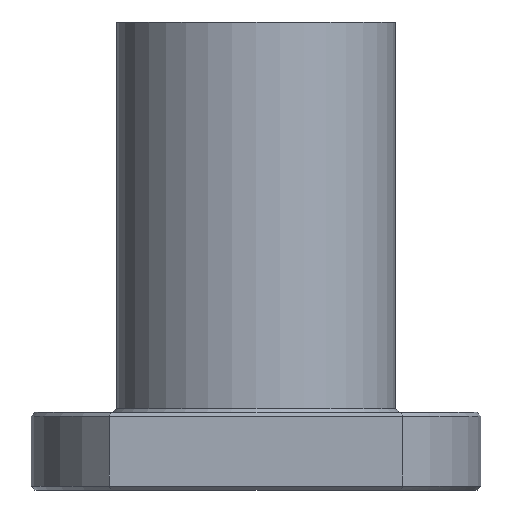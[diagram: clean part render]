
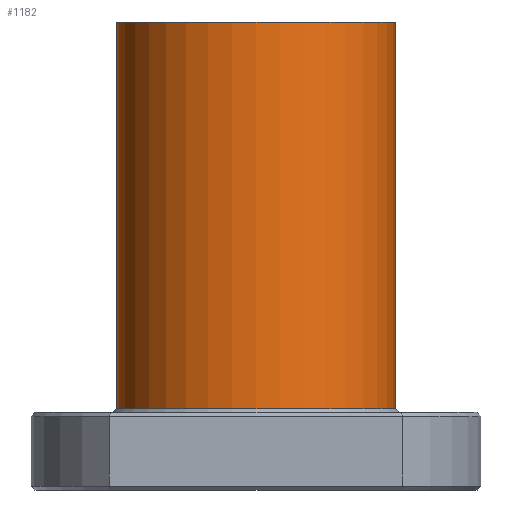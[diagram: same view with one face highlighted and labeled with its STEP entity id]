
A CAD part, front view. The second image highlights one B-rep face of the part: STEP entity #1182.
In plain terms, the highlighted cylindrical face has radius 18 mm (diameter 36 mm), a partial arc.
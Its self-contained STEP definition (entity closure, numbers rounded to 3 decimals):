
#121 = CARTESIAN_POINT ( 'NONE',  ( 18., 0., 60.35 ) ) ;
#253 = CARTESIAN_POINT ( 'NONE',  ( 0., 0., 10.5 ) ) ;
#260 = FACE_OUTER_BOUND ( 'NONE', #1656, .T. ) ;
#332 = CIRCLE ( 'NONE', #1493, 18. ) ;
#362 = AXIS2_PLACEMENT_3D ( 'NONE', #1114, #986, #1545 ) ;
#411 = DIRECTION ( 'NONE',  ( 0., 0., 1. ) ) ;
#444 = CARTESIAN_POINT ( 'NONE',  ( -18., 0., 10.5 ) ) ;
#532 = CYLINDRICAL_SURFACE ( 'NONE', #362, 18. ) ;
#643 = VERTEX_POINT ( 'NONE', #1564 ) ;
#653 = DIRECTION ( 'NONE',  ( 0., 0., -1. ) ) ;
#663 = CARTESIAN_POINT ( 'NONE',  ( -18., 0., 60.35 ) ) ;
#665 = DIRECTION ( 'NONE',  ( 0., 0., 1. ) ) ;
#738 = CARTESIAN_POINT ( 'NONE',  ( 18., 0., 10.5 ) ) ;
#785 = VECTOR ( 'NONE', #798, 1000. ) ;
#798 = DIRECTION ( 'NONE',  ( 0., 0., -1. ) ) ;
#820 = VERTEX_POINT ( 'NONE', #738 ) ;
#858 = VERTEX_POINT ( 'NONE', #444 ) ;
#921 = ORIENTED_EDGE ( 'NONE', *, *, #1654, .F. ) ;
#948 = LINE ( 'NONE', #663, #1520 ) ;
#978 = DIRECTION ( 'NONE',  ( 1., 0., 0. ) ) ;
#986 = DIRECTION ( 'NONE',  ( 0., 0., -1. ) ) ;
#1042 = ORIENTED_EDGE ( 'NONE', *, *, #1669, .T. ) ;
#1114 = CARTESIAN_POINT ( 'NONE',  ( 0., 0., 60.35 ) ) ;
#1140 = EDGE_CURVE ( 'NONE', #858, #820, #332, .T. ) ;
#1155 = ORIENTED_EDGE ( 'NONE', *, *, #1639, .F. ) ;
#1182 = ADVANCED_FACE ( 'NONE', ( #260 ), #532, .T. ) ;
#1185 = ORIENTED_EDGE ( 'NONE', *, *, #1140, .T. ) ;
#1260 = DIRECTION ( 'NONE',  ( 1., 0., 0. ) ) ;
#1285 = CARTESIAN_POINT ( 'NONE',  ( 18., 0., 60.35 ) ) ;
#1287 = AXIS2_PLACEMENT_3D ( 'NONE', #1365, #411, #978 ) ;
#1344 = CIRCLE ( 'NONE', #1287, 18. ) ;
#1365 = CARTESIAN_POINT ( 'NONE',  ( 0., 0., 60.35 ) ) ;
#1395 = LINE ( 'NONE', #121, #785 ) ;
#1493 = AXIS2_PLACEMENT_3D ( 'NONE', #253, #665, #1260 ) ;
#1520 = VECTOR ( 'NONE', #653, 1000. ) ;
#1545 = DIRECTION ( 'NONE',  ( -1., 0., 0. ) ) ;
#1564 = CARTESIAN_POINT ( 'NONE',  ( -18., 0., 60.35 ) ) ;
#1639 = EDGE_CURVE ( 'NONE', #643, #1769, #1344, .T. ) ;
#1654 = EDGE_CURVE ( 'NONE', #1769, #820, #1395, .T. ) ;
#1656 = EDGE_LOOP ( 'NONE', ( #921, #1155, #1042, #1185 ) ) ;
#1669 = EDGE_CURVE ( 'NONE', #643, #858, #948, .T. ) ;
#1769 = VERTEX_POINT ( 'NONE', #1285 ) ;
